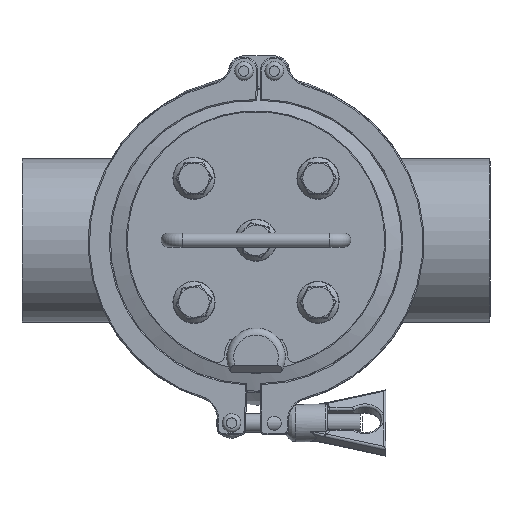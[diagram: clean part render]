
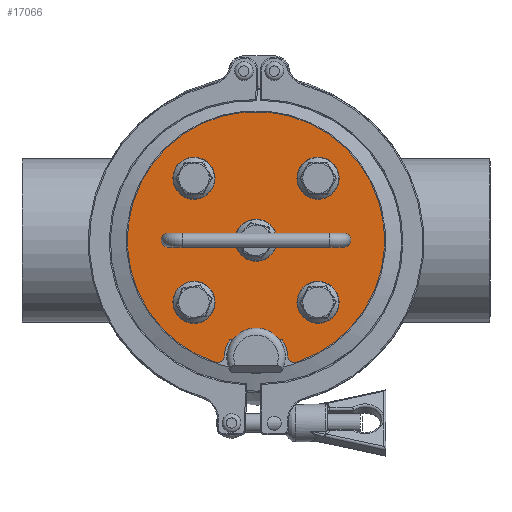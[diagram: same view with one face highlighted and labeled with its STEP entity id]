
A CAD part, front view. The second image highlights one B-rep face of the part: STEP entity #17066.
In plain terms, the highlighted planar face has unit normal (0, -1, 0).
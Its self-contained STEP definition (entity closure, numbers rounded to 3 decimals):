
#222=FACE_BOUND('',#2975,.T.);
#223=FACE_BOUND('',#2976,.T.);
#224=FACE_BOUND('',#2977,.T.);
#225=FACE_BOUND('',#2978,.T.);
#226=FACE_BOUND('',#2979,.T.);
#227=FACE_BOUND('',#2980,.T.);
#228=FACE_BOUND('',#2981,.T.);
#460=PLANE('',#18895);
#1955=FACE_OUTER_BOUND('',#2974,.T.);
#2974=EDGE_LOOP('',(#13621,#13622,#13623,#13624,#13625,#13626));
#2975=EDGE_LOOP('',(#13627));
#2976=EDGE_LOOP('',(#13628));
#2977=EDGE_LOOP('',(#13629,#13630));
#2978=EDGE_LOOP('',(#13631,#13632));
#2979=EDGE_LOOP('',(#13633));
#2980=EDGE_LOOP('',(#13634));
#2981=EDGE_LOOP('',(#13635));
#3800=CIRCLE('',#18155,3.);
#3801=CIRCLE('',#18157,55.);
#3802=CIRCLE('',#18160,3.);
#3803=CIRCLE('',#18162,13.5);
#3804=CIRCLE('',#18165,13.5);
#3805=CIRCLE('',#18167,3.05);
#3806=CIRCLE('',#18168,3.05);
#3807=CIRCLE('',#18170,3.05);
#3808=CIRCLE('',#18171,3.05);
#4236=CIRCLE('',#18888,8.45);
#4237=CIRCLE('',#18890,8.45);
#4238=CIRCLE('',#18892,8.45);
#4239=CIRCLE('',#18894,8.45);
#4240=CIRCLE('',#18896,8.45);
#4864=LINE('',#29923,#5541);
#5541=VECTOR('',#21325,10.);
#6635=VERTEX_POINT('',#29902);
#6636=VERTEX_POINT('',#29904);
#6637=VERTEX_POINT('',#29908);
#6638=VERTEX_POINT('',#29914);
#6639=VERTEX_POINT('',#29918);
#6640=VERTEX_POINT('',#29922);
#6641=VERTEX_POINT('',#29928);
#6642=VERTEX_POINT('',#29929);
#6643=VERTEX_POINT('',#29934);
#6644=VERTEX_POINT('',#29935);
#7183=VERTEX_POINT('',#33273);
#7184=VERTEX_POINT('',#33277);
#7185=VERTEX_POINT('',#33281);
#7186=VERTEX_POINT('',#33285);
#7187=VERTEX_POINT('',#33289);
#8573=EDGE_CURVE('',#6635,#6636,#3800,.T.);
#8576=EDGE_CURVE('',#6637,#6635,#3801,.T.);
#8578=EDGE_CURVE('',#6638,#6637,#3802,.T.);
#8580=EDGE_CURVE('',#6639,#6636,#3803,.T.);
#8582=EDGE_CURVE('',#6640,#6639,#4864,.T.);
#8584=EDGE_CURVE('',#6638,#6640,#3804,.T.);
#8585=EDGE_CURVE('',#6641,#6642,#3805,.T.);
#8586=EDGE_CURVE('',#6642,#6641,#3806,.T.);
#8588=EDGE_CURVE('',#6643,#6644,#3807,.T.);
#8589=EDGE_CURVE('',#6644,#6643,#3808,.T.);
#9422=EDGE_CURVE('',#7183,#7183,#4236,.T.);
#9424=EDGE_CURVE('',#7184,#7184,#4237,.T.);
#9426=EDGE_CURVE('',#7185,#7185,#4238,.T.);
#9428=EDGE_CURVE('',#7186,#7186,#4239,.T.);
#9430=EDGE_CURVE('',#7187,#7187,#4240,.T.);
#13621=ORIENTED_EDGE('',*,*,#8573,.F.);
#13622=ORIENTED_EDGE('',*,*,#8576,.F.);
#13623=ORIENTED_EDGE('',*,*,#8578,.F.);
#13624=ORIENTED_EDGE('',*,*,#8584,.T.);
#13625=ORIENTED_EDGE('',*,*,#8582,.T.);
#13626=ORIENTED_EDGE('',*,*,#8580,.T.);
#13627=ORIENTED_EDGE('',*,*,#9428,.T.);
#13628=ORIENTED_EDGE('',*,*,#9424,.T.);
#13629=ORIENTED_EDGE('',*,*,#8588,.T.);
#13630=ORIENTED_EDGE('',*,*,#8589,.T.);
#13631=ORIENTED_EDGE('',*,*,#8585,.T.);
#13632=ORIENTED_EDGE('',*,*,#8586,.T.);
#13633=ORIENTED_EDGE('',*,*,#9422,.T.);
#13634=ORIENTED_EDGE('',*,*,#9426,.T.);
#13635=ORIENTED_EDGE('',*,*,#9430,.T.);
#17066=ADVANCED_FACE('',(#1955,#222,#223,#224,#225,#226,#227,#228),#460,
 .F.);
#18155=AXIS2_PLACEMENT_3D('',#29905,#21302,#21303);
#18157=AXIS2_PLACEMENT_3D('',#29910,#21308,#21309);
#18160=AXIS2_PLACEMENT_3D('',#29915,#21315,#21316);
#18162=AXIS2_PLACEMENT_3D('',#29919,#21320,#21321);
#18165=AXIS2_PLACEMENT_3D('',#29926,#21329,#21330);
#18167=AXIS2_PLACEMENT_3D('',#29930,#21333,#21334);
#18168=AXIS2_PLACEMENT_3D('',#29931,#21335,#21336);
#18170=AXIS2_PLACEMENT_3D('',#29936,#21340,#21341);
#18171=AXIS2_PLACEMENT_3D('',#29937,#21342,#21343);
#18888=AXIS2_PLACEMENT_3D('',#33274,#23019,#23020);
#18890=AXIS2_PLACEMENT_3D('',#33278,#23024,#23025);
#18892=AXIS2_PLACEMENT_3D('',#33282,#23029,#23030);
#18894=AXIS2_PLACEMENT_3D('',#33286,#23034,#23035);
#18895=AXIS2_PLACEMENT_3D('',#33288,#23037,#23038);
#18896=AXIS2_PLACEMENT_3D('',#33290,#23039,#23040);
#21302=DIRECTION('center_axis',(0.,1.,0.));
#21303=DIRECTION('ref_axis',(-0.567,0.,-0.823));
#21308=DIRECTION('center_axis',(0.,1.,0.));
#21309=DIRECTION('ref_axis',(0.,0.,
1.));
#21315=DIRECTION('center_axis',(0.,1.,0.));
#21316=DIRECTION('ref_axis',(0.567,0.,-0.823));
#21320=DIRECTION('center_axis',(0.,1.,0.));
#21321=DIRECTION('ref_axis',(0.967,0.,-0.254));
#21325=DIRECTION('',(1.,0.,0.));
#21329=DIRECTION('center_axis',(0.,1.,0.));
#21330=DIRECTION('ref_axis',(-0.831,0.,0.556));
#21333=DIRECTION('center_axis',(0.,1.,0.));
#21334=DIRECTION('ref_axis',(0.,0.,-1.));
#21335=DIRECTION('center_axis',(0.,1.,0.));
#21336=DIRECTION('ref_axis',(0.,0.,-1.));
#21340=DIRECTION('center_axis',(0.,1.,0.));
#21341=DIRECTION('ref_axis',(0.,0.,-1.));
#21342=DIRECTION('center_axis',(0.,1.,0.));
#21343=DIRECTION('ref_axis',(0.,0.,-1.));
#23019=DIRECTION('center_axis',(0.,1.,0.));
#23020=DIRECTION('ref_axis',(0.218,0.,-0.976));
#23024=DIRECTION('center_axis',(0.,1.,0.));
#23025=DIRECTION('ref_axis',(0.,0.,1.));
#23029=DIRECTION('center_axis',(0.,1.,0.));
#23030=DIRECTION('ref_axis',(0.884,0.,-0.468));
#23034=DIRECTION('center_axis',(0.,1.,0.));
#23035=DIRECTION('ref_axis',(0.,0.,
1.));
#23037=DIRECTION('center_axis',(0.,1.,0.));
#23038=DIRECTION('ref_axis',(0.,0.,
1.));
#23039=DIRECTION('center_axis',(0.,1.,0.));
#23040=DIRECTION('ref_axis',(0.479,0.,-0.878));
#29902=CARTESIAN_POINT('',(17.437,-59.8,-52.163));
#29904=CARTESIAN_POINT('',(13.488,-59.8,-49.442));
#29905=CARTESIAN_POINT('Origin',(16.486,-59.8,-49.317));
#29908=CARTESIAN_POINT('',(-17.437,-59.8,-52.163));
#29910=CARTESIAN_POINT('Origin',(0.,-59.8,
0.));
#29914=CARTESIAN_POINT('',(-13.488,-59.8,-49.442));
#29915=CARTESIAN_POINT('Origin',(-16.486,-59.8,-49.318));
#29918=CARTESIAN_POINT('',(11.225,-59.8,-42.5));
#29919=CARTESIAN_POINT('Origin',(0.,-59.8,
-50.));
#29922=CARTESIAN_POINT('',(-11.225,-59.8,-42.5));
#29923=CARTESIAN_POINT('',(-5.612,-59.8,-42.5));
#29926=CARTESIAN_POINT('Origin',(0.,-59.8,
-50.));
#29928=CARTESIAN_POINT('',(-37.5,-59.8,-3.05));
#29929=CARTESIAN_POINT('',(-37.5,-59.8,3.05));
#29930=CARTESIAN_POINT('Origin',(-37.5,-59.8,0.));
#29931=CARTESIAN_POINT('Origin',(-37.5,-59.8,0.));
#29934=CARTESIAN_POINT('',(37.5,-59.8,-3.05));
#29935=CARTESIAN_POINT('',(37.5,-59.8,3.05));
#29936=CARTESIAN_POINT('Origin',(37.5,-59.8,0.));
#29937=CARTESIAN_POINT('Origin',(37.5,-59.8,0.));
#33273=CARTESIAN_POINT('',(-28.357,-59.8,-18.269));
#33274=CARTESIAN_POINT('Origin',(-26.517,-59.8,-26.517));
#33277=CARTESIAN_POINT('',(26.517,-59.8,18.067));
#33278=CARTESIAN_POINT('Origin',(26.517,-59.8,26.517));
#33281=CARTESIAN_POINT('',(-33.983,-59.8,30.473));
#33282=CARTESIAN_POINT('Origin',(-26.517,-59.8,26.517));
#33285=CARTESIAN_POINT('',(26.517,-59.8,-34.967));
#33286=CARTESIAN_POINT('Origin',(26.517,-59.8,-26.517));
#33288=CARTESIAN_POINT('Origin',(0.,-59.8,
0.));
#33289=CARTESIAN_POINT('',(-4.047,-59.8,7.418));
#33290=CARTESIAN_POINT('Origin',(0.,-59.8,
0.));
